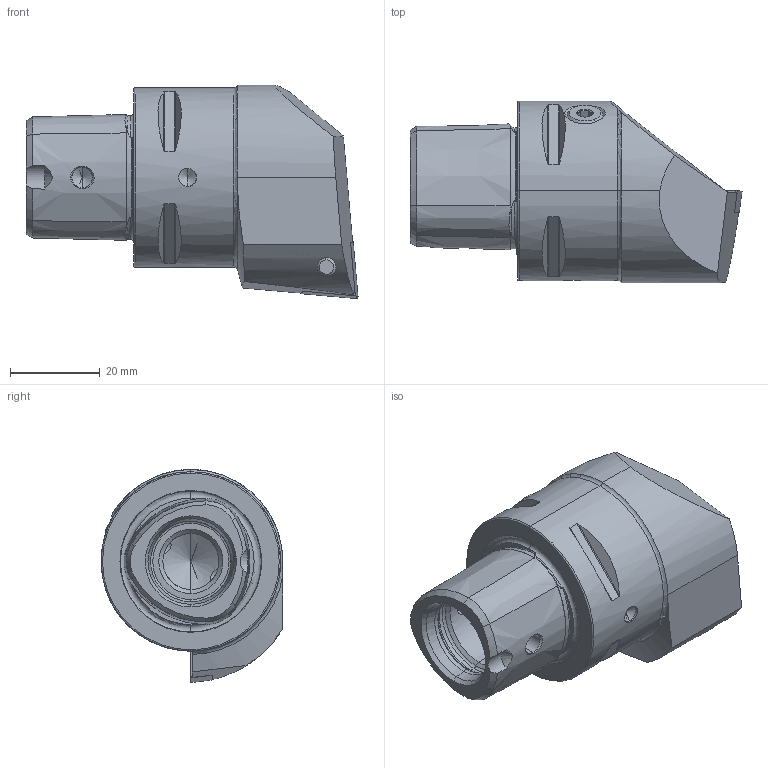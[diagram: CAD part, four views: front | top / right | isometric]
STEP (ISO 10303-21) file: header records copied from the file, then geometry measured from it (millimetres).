
FILE_DESCRIPTION (( 'STEP AP214' ), '1' );
FILE_NAME ('PS4.KCC.RLA.050-HP.STEP', '2020-09-11T12:08:48', ( '' ), ( '' ), 'SwSTEP 2.0', 'SolidWorks 2017', '' );
FILE_SCHEMA (( 'AUTOMOTIVE_DESIGN' ));
Length unit declared in the file: millimetre
Products named in the file (10): PS4.KCC.RLA.050-HP; CHP-ER1.015.006; ISO 8752 2x8; PS4-KCC.RLA.050-HP_B; CHP-ER1.008.011_A; WCC-ER2.001.010_A; CHP-ER1.015.006_A; DIN 3771 - 13x1; CCMT120404; DIN 7991 - M5x15
Assembly tree (9 placements, depth 3):
  PS4.KCC.RLA.050-HP
    PS4-KCC.RLA.050-HP_B
    WCC-ER2.001.010_A
    CCMT120404
    CHP-ER1.015.006
      CHP-ER1.015.006_A
      DIN 3771 - 13x1
      DIN 7991 - M5x15
    ISO 8752 2x8
    CHP-ER1.008.011_A
Bounding box: 74 x 40.5 x 47.5 mm (x, y, z)
Volume: 53989.2 mm3; surface area: 16089.6 mm2
Topology: 8 solids, 8 shells, 380 faces, 917 edges, 538 vertices
Faces by surface type: cone 120, cylinder 100, plane 88, torus 60, bspline 12
Entity records: 12687 total; most frequent: CARTESIAN_POINT 3632, DIRECTION 1812, ORIENTED_EDGE 1778, EDGE_CURVE 889, AXIS2_PLACEMENT_3D 740, VERTEX_POINT 538, EDGE_LOOP 409, FACE_OUTER_BOUND 380
